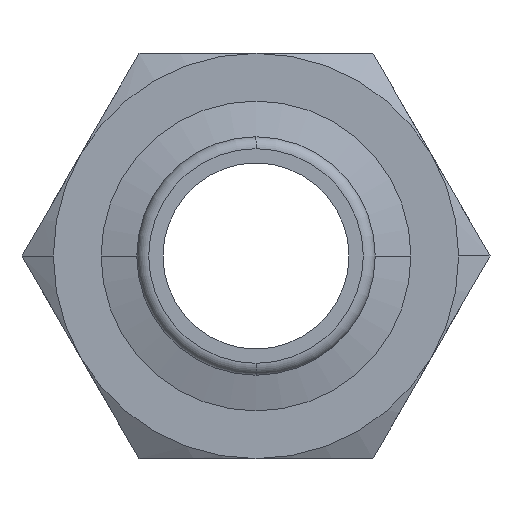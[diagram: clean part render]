
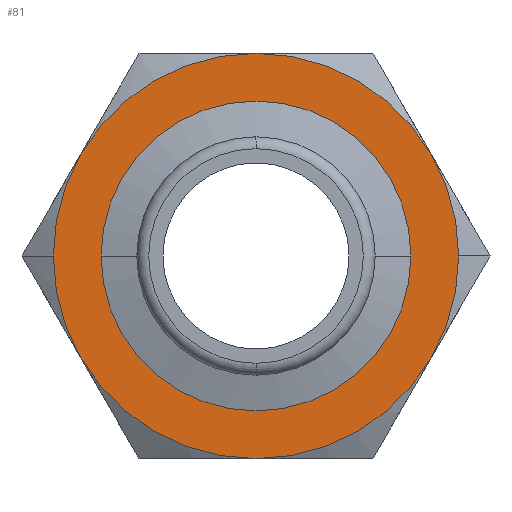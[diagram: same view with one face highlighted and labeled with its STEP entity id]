
A CAD part, front view. The second image highlights one B-rep face of the part: STEP entity #81.
In plain terms, the highlighted planar face has unit normal (0, -1, 0).
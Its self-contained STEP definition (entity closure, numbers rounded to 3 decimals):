
#81=ADVANCED_FACE('',(#209,#210),#211,.T.);
#209=FACE_OUTER_BOUND('',#386,.T.);
#210=FACE_BOUND('',#387,.T.);
#211=PLANE('',#388);
#386=EDGE_LOOP('',(#561,#562,#563,#564,#565,#566,#567,#568));
#387=EDGE_LOOP('',(#569,#570));
#388=AXIS2_PLACEMENT_3D('',#571,#572,#573);
#561=ORIENTED_EDGE('',*,*,#1052,.F.);
#562=ORIENTED_EDGE('',*,*,#1053,.F.);
#563=ORIENTED_EDGE('',*,*,#1054,.F.);
#564=ORIENTED_EDGE('',*,*,#1055,.F.);
#565=ORIENTED_EDGE('',*,*,#1056,.F.);
#566=ORIENTED_EDGE('',*,*,#1057,.F.);
#567=ORIENTED_EDGE('',*,*,#1058,.F.);
#568=ORIENTED_EDGE('',*,*,#1059,.F.);
#569=ORIENTED_EDGE('',*,*,#1060,.F.);
#570=ORIENTED_EDGE('',*,*,#1061,.F.);
#571=CARTESIAN_POINT('',(4.25,24.5,0.0));
#572=DIRECTION('',(-0.0,-1.0,-0.0));
#573=DIRECTION('',(-1.0,0.0,0.0));
#1052=EDGE_CURVE('',#1247,#1248,#1249,.T.);
#1053=EDGE_CURVE('',#1250,#1247,#1251,.T.);
#1054=EDGE_CURVE('',#1252,#1250,#1253,.T.);
#1055=EDGE_CURVE('',#1254,#1252,#1255,.T.);
#1056=EDGE_CURVE('',#1256,#1254,#1257,.T.);
#1057=EDGE_CURVE('',#1258,#1256,#1259,.T.);
#1058=EDGE_CURVE('',#1260,#1258,#1261,.T.);
#1059=EDGE_CURVE('',#1248,#1260,#1262,.T.);
#1060=EDGE_CURVE('',#1263,#1264,#1265,.T.);
#1061=EDGE_CURVE('',#1264,#1263,#1266,.T.);
#1247=VERTEX_POINT('',#1548);
#1248=VERTEX_POINT('',#1549);
#1249=CIRCLE('',#1550,8.5);
#1250=VERTEX_POINT('',#1551);
#1251=CIRCLE('',#1552,8.5);
#1252=VERTEX_POINT('',#1553);
#1253=CIRCLE('',#1554,8.5);
#1254=VERTEX_POINT('',#1555);
#1255=CIRCLE('',#1556,8.5);
#1256=VERTEX_POINT('',#1557);
#1257=CIRCLE('',#1558,8.5);
#1258=VERTEX_POINT('',#1559);
#1259=CIRCLE('',#1560,8.5);
#1260=VERTEX_POINT('',#1561);
#1261=CIRCLE('',#1562,8.5);
#1262=CIRCLE('',#1563,8.5);
#1263=VERTEX_POINT('',#1564);
#1264=VERTEX_POINT('',#1565);
#1265=CIRCLE('',#1566,6.5);
#1266=CIRCLE('',#1567,6.5);
#1548=CARTESIAN_POINT('',(7.361,24.5,4.25));
#1549=CARTESIAN_POINT('',(8.5,24.5,0.));
#1550=AXIS2_PLACEMENT_3D('',#2106,#2107,#2108);
#1551=CARTESIAN_POINT('',(0.,24.5,8.5));
#1552=AXIS2_PLACEMENT_3D('',#2109,#2110,#2111);
#1553=CARTESIAN_POINT('',(-7.361,24.5,4.25));
#1554=AXIS2_PLACEMENT_3D('',#2112,#2113,#2114);
#1555=CARTESIAN_POINT('',(-8.5,24.5,0.));
#1556=AXIS2_PLACEMENT_3D('',#2115,#2116,#2117);
#1557=CARTESIAN_POINT('',(-7.361,24.5,-4.25));
#1558=AXIS2_PLACEMENT_3D('',#2118,#2119,#2120);
#1559=CARTESIAN_POINT('',(0.0,24.5,-8.5));
#1560=AXIS2_PLACEMENT_3D('',#2121,#2122,#2123);
#1561=CARTESIAN_POINT('',(7.361,24.5,-4.25));
#1562=AXIS2_PLACEMENT_3D('',#2124,#2125,#2126);
#1563=AXIS2_PLACEMENT_3D('',#2127,#2128,#2129);
#1564=CARTESIAN_POINT('',(-6.5,24.5,0.));
#1565=CARTESIAN_POINT('',(6.5,24.5,0.));
#1566=AXIS2_PLACEMENT_3D('',#2130,#2131,#2132);
#1567=AXIS2_PLACEMENT_3D('',#2133,#2134,#2135);
#2106=CARTESIAN_POINT('',(0.0,24.5,0.0));
#2107=DIRECTION('',(-0.0,1.0,0.0));
#2108=DIRECTION('',(1.0,0.0,0.0));
#2109=CARTESIAN_POINT('',(0.0,24.5,0.0));
#2110=DIRECTION('',(-0.0,1.0,0.0));
#2111=DIRECTION('',(1.0,0.0,0.0));
#2112=CARTESIAN_POINT('',(0.0,24.5,0.0));
#2113=DIRECTION('',(-0.0,1.0,0.0));
#2114=DIRECTION('',(1.0,0.0,0.0));
#2115=CARTESIAN_POINT('',(0.0,24.5,0.0));
#2116=DIRECTION('',(-0.0,1.0,0.0));
#2117=DIRECTION('',(1.0,0.0,0.0));
#2118=CARTESIAN_POINT('',(0.0,24.5,0.0));
#2119=DIRECTION('',(-0.0,1.0,0.0));
#2120=DIRECTION('',(1.0,0.0,0.0));
#2121=CARTESIAN_POINT('',(0.0,24.5,0.0));
#2122=DIRECTION('',(-0.0,1.0,0.0));
#2123=DIRECTION('',(1.0,0.0,0.0));
#2124=CARTESIAN_POINT('',(0.0,24.5,0.0));
#2125=DIRECTION('',(-0.0,1.0,0.0));
#2126=DIRECTION('',(1.0,0.0,0.0));
#2127=CARTESIAN_POINT('',(0.0,24.5,0.0));
#2128=DIRECTION('',(-0.0,1.0,0.0));
#2129=DIRECTION('',(1.0,0.0,0.0));
#2130=CARTESIAN_POINT('',(0.0,24.5,0.0));
#2131=DIRECTION('',(0.0,-1.0,0.0));
#2132=DIRECTION('',(1.0,0.0,0.0));
#2133=CARTESIAN_POINT('',(0.0,24.5,0.0));
#2134=DIRECTION('',(0.0,-1.0,0.0));
#2135=DIRECTION('',(1.0,0.0,0.0));
